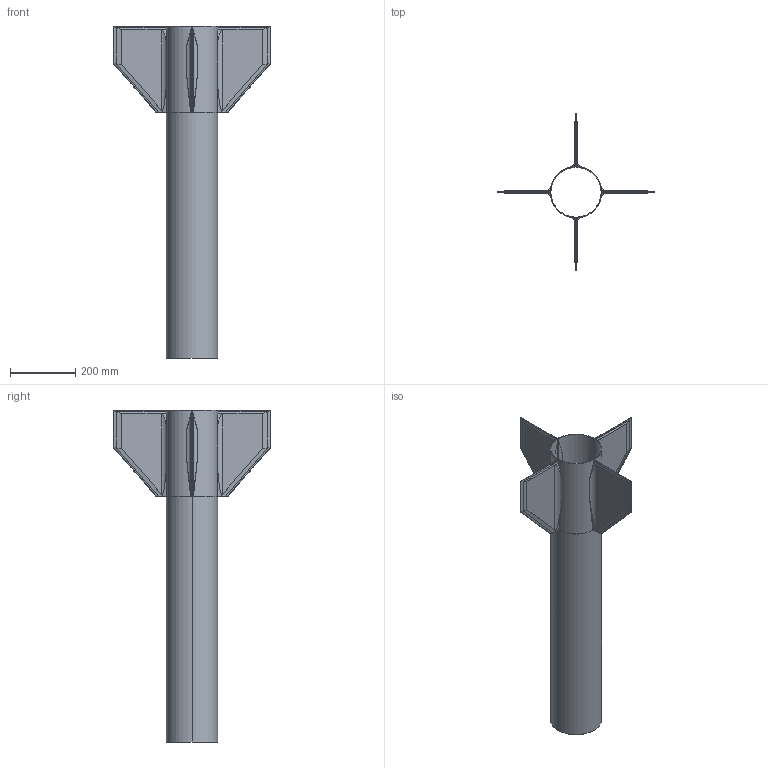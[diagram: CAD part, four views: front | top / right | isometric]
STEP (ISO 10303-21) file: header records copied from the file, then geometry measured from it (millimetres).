
FILE_DESCRIPTION (( 'STEP AP203' ), '1' );
FILE_NAME ('finCan_new_2024.11.23.15h23.STEP', '2024-12-04T14:20:20', ( '' ), ( '' ), 'SwSTEP 2.0', 'SolidWorks 2024', '' );
FILE_SCHEMA (( 'CONFIG_CONTROL_DESIGN' ));
Length unit declared in the file: inch
Products named in the file (1): finCan_new_2024.11.23.15h23
Bounding box: 481.63 x 481.63 x 1016 mm (x, y, z)
Surface area: 2283514.5 mm2 (no closed solid volume)
Topology: 0 solids, 42 shells, 301 faces, 840 edges, 604 vertices
Faces by surface type: plane 217, cylinder 76, bspline 8
Entity records: 9974 total; most frequent: CARTESIAN_POINT 2834, ORIENTED_EDGE 1424, DIRECTION 1276, EDGE_CURVE 840, LINE 608, VECTOR 608, VERTEX_POINT 604, AXIS2_PLACEMENT_3D 334
